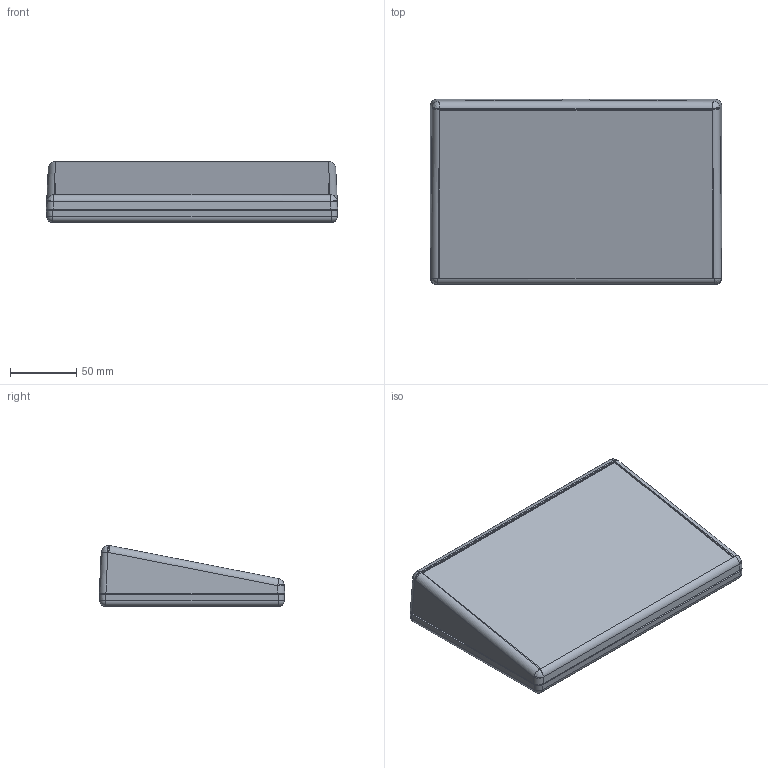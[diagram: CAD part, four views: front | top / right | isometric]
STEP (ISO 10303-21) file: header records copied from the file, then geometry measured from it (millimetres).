
FILE_DESCRIPTION((''),'2;1');
FILE_NAME('1599KTS.stp','2010-09-09T16:07:27',('tcook'),(''),'Autodesk Inventor 2011','Autodesk Inventor 2011','');
FILE_SCHEMA(('AUTOMOTIVE_DESIGN { 1 0 10303 214 1 1 1 1 }'));
Length unit declared in the file: millimetre
Products named in the file (5): 1599KTS; 1599K Lid; 1599 Outlet Cover; 1591MS100
Assembly tree (8 placements, depth 2):
  1599KTS
    1599KTS
    1599K Lid
    1599 Outlet Cover  x2
    1591MS100  x4
Bounding box: 220 x 140 x 46.1 mm (x, y, z)
Volume: 238891.2 mm3; surface area: 172114.3 mm2
Topology: 8 solids, 8 shells, 907 faces, 2299 edges, 1502 vertices
Faces by surface type: plane 542, bspline 196, cylinder 135, cone 20, sphere 14
Full cylindrical faces by diameter (mm): 0.001 x4, 2.362 x8, 2.5 x12, 2.75 x12, 3 x4, 3.454 x4, 4.75 x16, 5.75 x4, 7.9 x8, 13.5 x4, 13.8 x4
Entity records: 26968 total; most frequent: CARTESIAN_POINT 8524, ORIENTED_EDGE 3964, DIRECTION 3110, EDGE_CURVE 1982, VERTEX_POINT 1354, VECTOR 1288, LINE 1288, EDGE_LOOP 1028
